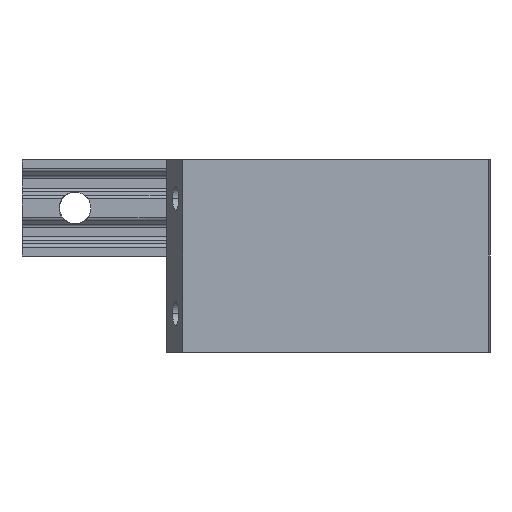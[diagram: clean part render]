
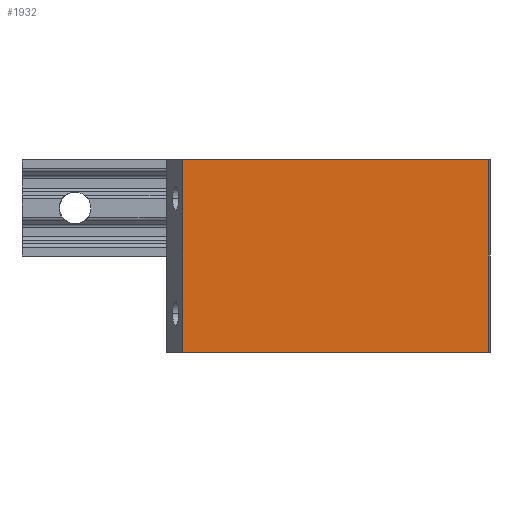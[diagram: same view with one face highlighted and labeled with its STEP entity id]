
A CAD part, front view. The second image highlights one B-rep face of the part: STEP entity #1932.
In plain terms, the highlighted planar face has unit normal (-0.004, -1, 0).
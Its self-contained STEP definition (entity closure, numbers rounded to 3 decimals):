
#68 = VERTEX_POINT ( 'NONE', #2197 ) ;
#87 = ORIENTED_EDGE ( 'NONE', *, *, #665, .F. ) ;
#139 = CARTESIAN_POINT ( 'NONE',  ( -7.711, -18.402, 0. ) ) ;
#152 = CARTESIAN_POINT ( 'NONE',  ( 24.129, -18.524, 20. ) ) ;
#189 = EDGE_CURVE ( 'NONE', #68, #1452, #1442, .T. ) ;
#226 = VERTEX_POINT ( 'NONE', #1672 ) ;
#261 = PLANE ( 'NONE',  #1625 ) ;
#433 = CARTESIAN_POINT ( 'NONE',  ( -7.711, -18.402, 20. ) ) ;
#640 = ORIENTED_EDGE ( 'NONE', *, *, #1319, .F. ) ;
#665 = EDGE_CURVE ( 'NONE', #226, #826, #1712, .T. ) ;
#699 = DIRECTION ( 'NONE',  ( 0., 0., 1. ) ) ;
#739 = LINE ( 'NONE', #1673, #871 ) ;
#821 = VECTOR ( 'NONE', #699, 1000. ) ;
#826 = VERTEX_POINT ( 'NONE', #1546 ) ;
#853 = CARTESIAN_POINT ( 'NONE',  ( 24.129, -18.524, -31.449 ) ) ;
#871 = VECTOR ( 'NONE', #1454, 1000. ) ;
#893 = DIRECTION ( 'NONE',  ( 1., -0.004, 0. ) ) ;
#960 = EDGE_CURVE ( 'NONE', #1452, #226, #1829, .T. ) ;
#1123 = ORIENTED_EDGE ( 'NONE', *, *, #189, .F. ) ;
#1148 = DIRECTION ( 'NONE',  ( 0., 0., -1. ) ) ;
#1319 = EDGE_CURVE ( 'NONE', #826, #68, #739, .T. ) ;
#1442 = LINE ( 'NONE', #139, #821 ) ;
#1452 = VERTEX_POINT ( 'NONE', #433 ) ;
#1454 = DIRECTION ( 'NONE',  ( -1., 0.004, 0. ) ) ;
#1546 = CARTESIAN_POINT ( 'NONE',  ( 24.129, -18.524, 0. ) ) ;
#1602 = DIRECTION ( 'NONE',  ( -0.004, -1., 0. ) ) ;
#1625 = AXIS2_PLACEMENT_3D ( 'NONE', #853, #1602, #1751 ) ;
#1672 = CARTESIAN_POINT ( 'NONE',  ( 24.129, -18.524, 20. ) ) ;
#1673 = CARTESIAN_POINT ( 'NONE',  ( -9.52, -18.395, 0. ) ) ;
#1692 = CARTESIAN_POINT ( 'NONE',  ( 24.129, -18.524, -31.449 ) ) ;
#1712 = LINE ( 'NONE', #1692, #1918 ) ;
#1751 = DIRECTION ( 'NONE',  ( 1., -0.004, 0. ) ) ;
#1785 = ORIENTED_EDGE ( 'NONE', *, *, #960, .F. ) ;
#1829 = LINE ( 'NONE', #152, #1882 ) ;
#1882 = VECTOR ( 'NONE', #893, 1000. ) ;
#1918 = VECTOR ( 'NONE', #1148, 1000. ) ;
#1932 = ADVANCED_FACE ( 'NONE', ( #2311 ), #261, .T. ) ;
#1969 = EDGE_LOOP ( 'NONE', ( #1123, #640, #87, #1785 ) ) ;
#2197 = CARTESIAN_POINT ( 'NONE',  ( -7.711, -18.402, 0. ) ) ;
#2311 = FACE_OUTER_BOUND ( 'NONE', #1969, .T. ) ;
